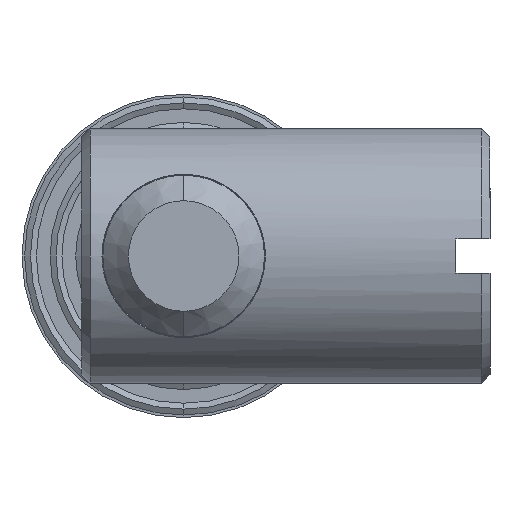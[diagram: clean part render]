
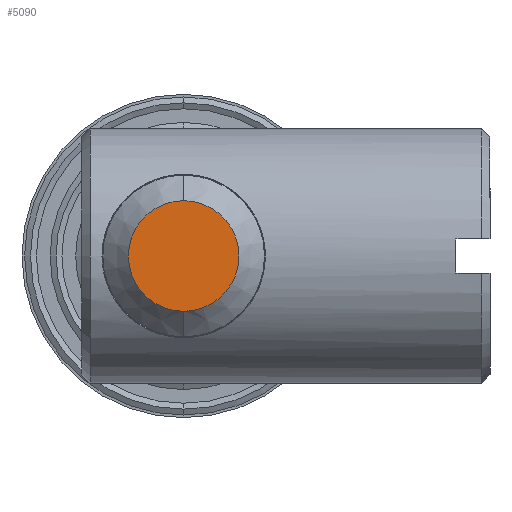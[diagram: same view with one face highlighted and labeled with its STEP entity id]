
A CAD part, left-side view. The second image highlights one B-rep face of the part: STEP entity #5090.
In plain terms, the highlighted planar face has unit normal (-1, 0, 0).
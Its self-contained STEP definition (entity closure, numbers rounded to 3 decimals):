
#305 = CARTESIAN_POINT ( 'NONE',  ( -52., 0., 0. ) ) ;
#631 = CARTESIAN_POINT ( 'NONE',  ( -52., 0., 0. ) ) ;
#907 = DIRECTION ( 'NONE',  ( 0., 0., -1. ) ) ;
#1133 = VERTEX_POINT ( 'NONE', #7318 ) ;
#1247 = DIRECTION ( 'NONE',  ( 0., 0., -1. ) ) ;
#1641 = CIRCLE ( 'NONE', #6885, 3.25 ) ;
#2688 = EDGE_CURVE ( 'NONE', #1133, #6911, #1641, .T. ) ;
#2760 = EDGE_LOOP ( 'NONE', ( #4285, #6182 ) ) ;
#3814 = DIRECTION ( 'NONE',  ( 0., 0., -1. ) ) ;
#4223 = AXIS2_PLACEMENT_3D ( 'NONE', #5612, #7440, #3814 ) ;
#4285 = ORIENTED_EDGE ( 'NONE', *, *, #4977, .T. ) ;
#4372 = CARTESIAN_POINT ( 'NONE',  ( -52., 0., -3.25 ) ) ;
#4558 = DIRECTION ( 'NONE',  ( -1., 0., 0. ) ) ;
#4879 = DIRECTION ( 'NONE',  ( -1., 0., 0. ) ) ;
#4977 = EDGE_CURVE ( 'NONE', #6911, #1133, #7591, .T. ) ;
#4990 = PLANE ( 'NONE',  #4223 ) ;
#5090 = ADVANCED_FACE ( 'NONE', ( #5586 ), #4990, .F. ) ;
#5586 = FACE_OUTER_BOUND ( 'NONE', #2760, .T. ) ;
#5612 = CARTESIAN_POINT ( 'NONE',  ( -52., -4.75, 0. ) ) ;
#6182 = ORIENTED_EDGE ( 'NONE', *, *, #2688, .T. ) ;
#6885 = AXIS2_PLACEMENT_3D ( 'NONE', #631, #4879, #1247 ) ;
#6911 = VERTEX_POINT ( 'NONE', #4372 ) ;
#7318 = CARTESIAN_POINT ( 'NONE',  ( -52., 0., 3.25 ) ) ;
#7440 = DIRECTION ( 'NONE',  ( 1., 0., 0. ) ) ;
#7591 = CIRCLE ( 'NONE', #7626, 3.25 ) ;
#7626 = AXIS2_PLACEMENT_3D ( 'NONE', #305, #4558, #907 ) ;
